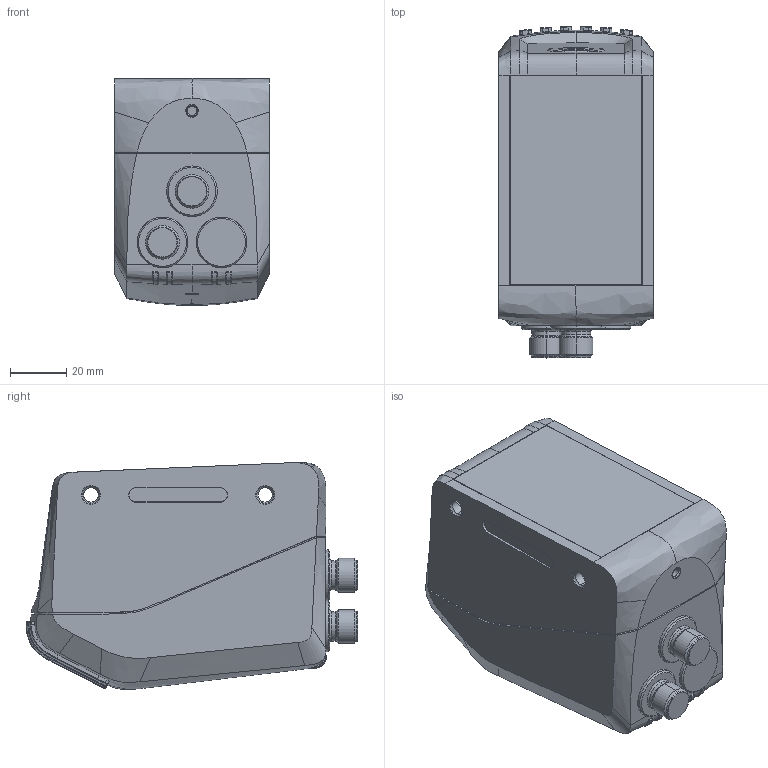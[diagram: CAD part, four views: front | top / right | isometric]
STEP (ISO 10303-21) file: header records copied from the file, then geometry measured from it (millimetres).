
FILE_DESCRIPTION((''),'2;1');
FILE_NAME('DB010032_R1000_AUSSENSCHALE_GN','2019-09-18T14:31:56',('cludewig'),(''),'CREO PARAMETRIC BY PTC INC, 2018420','CREO PARAMETRIC BY PTC INC, 2018420','');
FILE_SCHEMA(('CONFIG_CONTROL_DESIGN','SHAPE_APPEARANCE_LAYERS_GROUPS'));
Products named in the file (1): DB010032_R1000_AUSSENSCHALE_GN
Bounding box: 55 x 118.12 x 80.77 mm (x, y, z)
Volume: 399806.6 mm3; surface area: 37495.9 mm2
Topology: 1 solids, 6 shells, 537 faces, 1335 edges, 819 vertices
Faces by surface type: bspline 366, plane 59, cylinder 50, cone 38, torus 12, extrusion 8, sphere 4
Entity records: 45658 total; most frequent: CARTESIAN_POINT 25188, ORIENTED_EDGE 2646, PRESENTATION_STYLE_ASSIGNMENT 1873, DIRECTION 1366, STYLED_ITEM 1347, CURVE_STYLE 1341, EDGE_CURVE 1333, FILL_AREA_STYLE_COLOUR 967
